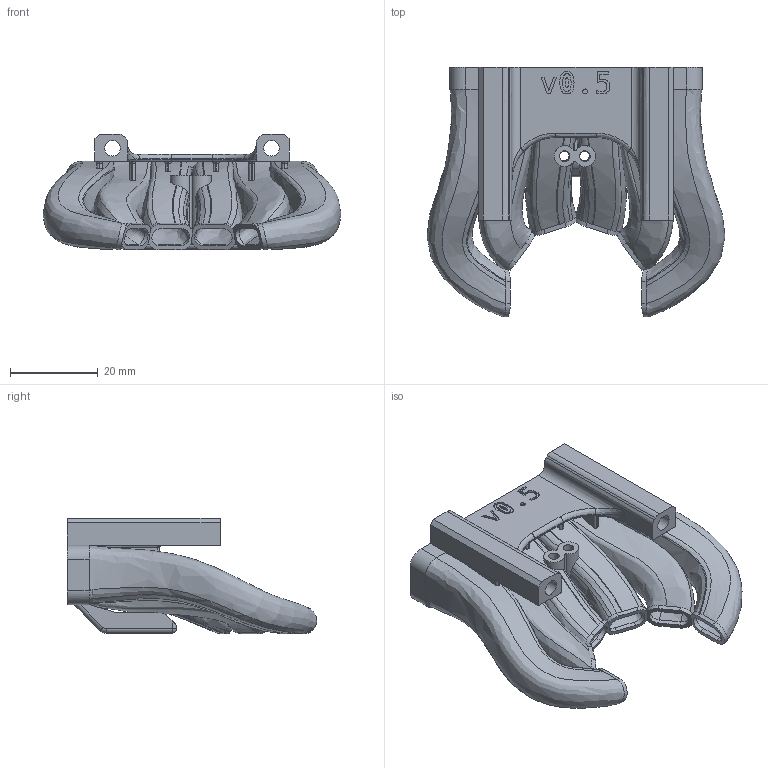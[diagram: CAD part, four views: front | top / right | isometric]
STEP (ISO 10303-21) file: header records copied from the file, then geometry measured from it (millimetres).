
FILE_DESCRIPTION(/* description */ (''),/* implementation_level */ '2;1');
FILE_NAME(/* name */ 'kraken_klicky.step',/* time_stamp */ '2024-01-05T04:05:15-06:00',/* author */ (''),/* organization */ (''),/* preprocessor_version */ 'ST-DEVELOPER v20',/* originating_system */ 'Autodesk Translation Framework v12.14.0.127',/* authorisation */ '');
FILE_SCHEMA (('AUTOMOTIVE_DESIGN { 1 0 10303 214 3 1 1 }'));
Length unit declared in the file: millimetre
Products named in the file (4): Klicky; kraken; Hardware; PN596
Assembly tree (3 placements, depth 3):
  Klicky
    kraken
    Hardware
      PN596
Bounding box: 67.82 x 56.8 x 26.36 mm (x, y, z)
Volume: 15130.1 mm3; surface area: 21958.4 mm2
Topology: 2 solids, 2 shells, 672 faces, 1918 edges, 1246 vertices
Faces by surface type: bspline 239, plane 201, cylinder 189, torus 30, cone 11, sphere 2
Full cylindrical faces by diameter (mm): 2.385 x4, 2.9 x1, 3.3 x1, 3.6 x2, 4.2 x1, 4.25 x1, 4.6 x1, 4.7 x1
Entity records: 36029 total; most frequent: CARTESIAN_POINT 19710, ORIENTED_EDGE 3836, DIRECTION 2771, EDGE_CURVE 1918, VERTEX_POINT 1246, AXIS2_PLACEMENT_3D 1002, LINE 767, VECTOR 767
